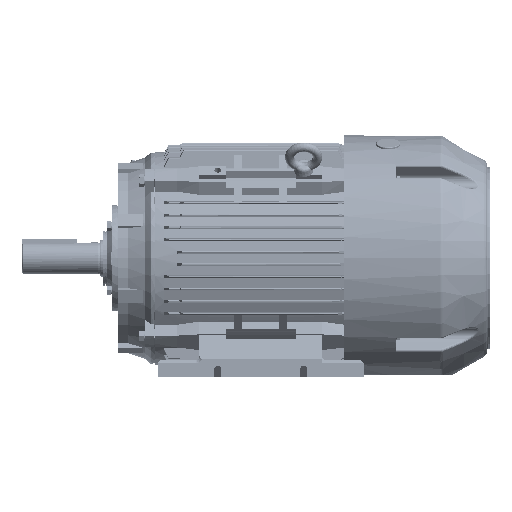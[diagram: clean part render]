
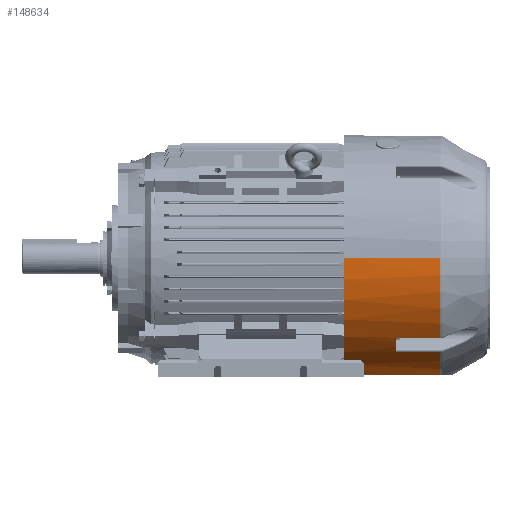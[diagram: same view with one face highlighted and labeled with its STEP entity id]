
A CAD part, front view. The second image highlights one B-rep face of the part: STEP entity #148634.
In plain terms, the highlighted cylindrical face has radius 184.5 mm (diameter 369 mm), a partial arc.
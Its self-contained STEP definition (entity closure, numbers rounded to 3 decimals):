
#84265 = CARTESIAN_POINT ( 'NONE',  ( 143.905, -140.797, 119.233 ) ) ;
#84581 = DIRECTION ( 'NONE',  ( -1., 0., 0. ) ) ;
#84583 = VECTOR ( 'NONE', #84581, 1000. ) ;
#84585 = CARTESIAN_POINT ( 'NONE',  ( 0., -140.797, 119.233 ) ) ;
#84587 = LINE ( 'NONE', #84585, #84583 ) ;
#84590 = CARTESIAN_POINT ( 'NONE',  ( 78., -140.797, 119.233 ) ) ;
#101024 = CARTESIAN_POINT ( 'NONE',  ( 143.905, 0., 184.5 ) ) ;
#101026 = DIRECTION ( 'NONE',  ( -1., 0., 0. ) ) ;
#101028 = VECTOR ( 'NONE', #101026, 1000. ) ;
#101030 = CARTESIAN_POINT ( 'NONE',  ( 0., 0., 184.5 ) ) ;
#101031 = LINE ( 'NONE', #101030, #101028 ) ;
#101047 = DIRECTION ( 'NONE',  ( 0., 0., 1. ) ) ;
#101049 = DIRECTION ( 'NONE',  ( -1., 0., 0. ) ) ;
#101051 = CARTESIAN_POINT ( 'NONE',  ( 0., 0., 0. ) ) ;
#101052 = AXIS2_PLACEMENT_3D ( 'NONE', #101051, #101049, #101047 ) ;
#101060 = CYLINDRICAL_SURFACE ( 'NONE', #101052, 184.5 ) ;
#101066 = FACE_OUTER_BOUND ( 'NONE', #148636, .T. ) ;
#101255 = AXIS2_PLACEMENT_3D ( 'NONE', #101847, #101987, #101986 ) ;
#101257 = CIRCLE ( 'NONE', #101255, 184.5 ) ;
#101400 = CARTESIAN_POINT ( 'NONE',  ( 0., 0., 184.5 ) ) ;
#101698 = CIRCLE ( 'NONE', #101842, 184.5 ) ;
#101703 = DIRECTION ( 'NONE',  ( 0., 0., 1. ) ) ;
#101704 = DIRECTION ( 'NONE',  ( -1., 0., 0. ) ) ;
#101706 = CARTESIAN_POINT ( 'NONE',  ( 143.905, 0., 0. ) ) ;
#101707 = AXIS2_PLACEMENT_3D ( 'NONE', #101706, #101704, #101703 ) ;
#101709 = CIRCLE ( 'NONE', #101707, 184.5 ) ;
#101730 = CARTESIAN_POINT ( 'NONE',  ( 143.905, -175., 58.44 ) ) ;
#101799 = DIRECTION ( 'NONE',  ( 1., 0., 0. ) ) ;
#101800 = VECTOR ( 'NONE', #101799, 1000. ) ;
#101820 = CARTESIAN_POINT ( 'NONE',  ( 0., -119.233, 140.797 ) ) ;
#101832 = LINE ( 'NONE', #101820, #101800 ) ;
#101834 = CARTESIAN_POINT ( 'NONE',  ( 78., -119.233, 140.797 ) ) ;
#101837 = DIRECTION ( 'NONE',  ( 0., 0., 1. ) ) ;
#101839 = DIRECTION ( 'NONE',  ( -1., 0., 0. ) ) ;
#101840 = CARTESIAN_POINT ( 'NONE',  ( 78., 0., 0. ) ) ;
#101842 = AXIS2_PLACEMENT_3D ( 'NONE', #101840, #101839, #101837 ) ;
#101847 = CARTESIAN_POINT ( 'NONE',  ( 0., 0., 0. ) ) ;
#101862 = CARTESIAN_POINT ( 'NONE',  ( 143.905, -119.233, 140.797 ) ) ;
#101866 = DIRECTION ( 'NONE',  ( 0., 0., 1. ) ) ;
#101868 = DIRECTION ( 'NONE',  ( -1., 0., 0. ) ) ;
#101870 = CARTESIAN_POINT ( 'NONE',  ( 143.905, 0., 0. ) ) ;
#101872 = AXIS2_PLACEMENT_3D ( 'NONE', #101870, #101868, #101866 ) ;
#101873 = CIRCLE ( 'NONE', #101872, 184.5 ) ;
#101921 = CARTESIAN_POINT ( 'NONE',  ( 0.48, -174.026, 61.279 ) ) ;
#101922 = CARTESIAN_POINT ( 'NONE',  ( 0.24, -173.815, 61.877 ) ) ;
#101924 = CARTESIAN_POINT ( 'NONE',  ( 0.15, -173.705, 62.185 ) ) ;
#101925 = CARTESIAN_POINT ( 'NONE',  ( 0.03, -173.481, 62.806 ) ) ;
#101927 = CARTESIAN_POINT ( 'NONE',  ( 0., -173.367, 63.121 ) ) ;
#101929 = CARTESIAN_POINT ( 'NONE',  ( 0., -173.25, 63.44 ) ) ;
#101953 = B_SPLINE_CURVE_WITH_KNOTS ( 'NONE', 3,
 ( #101929, #101927, #101925, #101924, #101922, #101921, #102053, #102051, #102050, #102048, #102046, #102044, #102043, #102041, #102040, #102038, #102036, #102034, #102032, #102030 ),
 .UNSPECIFIED., .F., .F.,
 ( 4, 2, 2, 2, 2, 2, 2, 2, 2, 4 ),
 ( 0., 0.001, 0.002, 0.003, 0.004, 0.004, 0.005, 0.006, 0.007, 0.008 ),
 .UNSPECIFIED. ) ;
#101955 = CARTESIAN_POINT ( 'NONE',  ( 5., -175., 58.44 ) ) ;
#101977 = CARTESIAN_POINT ( 'NONE',  ( 0., -173.25, 63.44 ) ) ;
#101986 = DIRECTION ( 'NONE',  ( 0., 0., 1. ) ) ;
#101987 = DIRECTION ( 'NONE',  ( -1., 0., 0. ) ) ;
#102008 = DIRECTION ( 'NONE',  ( -1., 0., 0. ) ) ;
#102010 = VECTOR ( 'NONE', #102008, 1000. ) ;
#102011 = CARTESIAN_POINT ( 'NONE',  ( 219., -175., 58.44 ) ) ;
#102012 = LINE ( 'NONE', #102011, #102010 ) ;
#102019 = CARTESIAN_POINT ( 'NONE',  ( 65., -175., 58.44 ) ) ;
#102030 = CARTESIAN_POINT ( 'NONE',  ( 5., -175., 58.44 ) ) ;
#102032 = CARTESIAN_POINT ( 'NONE',  ( 4.659, -175., 58.44 ) ) ;
#102034 = CARTESIAN_POINT ( 'NONE',  ( 4.319, -174.988, 58.475 ) ) ;
#102036 = CARTESIAN_POINT ( 'NONE',  ( 3.658, -174.943, 58.612 ) ) ;
#102038 = CARTESIAN_POINT ( 'NONE',  ( 3.339, -174.909, 58.712 ) ) ;
#102040 = CARTESIAN_POINT ( 'NONE',  ( 2.727, -174.821, 58.974 ) ) ;
#102041 = CARTESIAN_POINT ( 'NONE',  ( 2.43, -174.765, 59.139 ) ) ;
#102043 = CARTESIAN_POINT ( 'NONE',  ( 1.887, -174.638, 59.514 ) ) ;
#102044 = CARTESIAN_POINT ( 'NONE',  ( 1.637, -174.566, 59.725 ) ) ;
#102046 = CARTESIAN_POINT ( 'NONE',  ( 1.295, -174.444, 60.078 ) ) ;
#102048 = CARTESIAN_POINT ( 'NONE',  ( 1.186, -174.402, 60.203 ) ) ;
#102050 = CARTESIAN_POINT ( 'NONE',  ( 0.983, -174.313, 60.458 ) ) ;
#102051 = CARTESIAN_POINT ( 'NONE',  ( 0.889, -174.268, 60.59 ) ) ;
#102053 = CARTESIAN_POINT ( 'NONE',  ( 0.627, -174.126, 60.995 ) ) ;
#102057 = DIRECTION ( 'NONE',  ( -1., 0., 0. ) ) ;
#102058 = VECTOR ( 'NONE', #102057, 1000. ) ;
#102060 = CARTESIAN_POINT ( 'NONE',  ( 75., -175., 58.44 ) ) ;
#102061 = LINE ( 'NONE', #102060, #102058 ) ;
#145757 = VERTEX_POINT ( 'NONE', #84265 ) ;
#145862 = VERTEX_POINT ( 'NONE', #84590 ) ;
#145865 = EDGE_CURVE ( 'NONE', #145757, #145862, #84587, .T. ) ;
#148634 = ADVANCED_FACE ( 'NONE', ( #101066 ), #101060, .T. ) ;
#148636 = EDGE_LOOP ( 'NONE', ( #148637, #148758, #148759, #148764, #148770, #148776, #148726, #148730, #148731, #148739 ) ) ;
#148637 = ORIENTED_EDGE ( 'NONE', *, *, #148753, .T. ) ;
#148640 = EDGE_CURVE ( 'NONE', #148642, #148699, #101031, .T. ) ;
#148642 = VERTEX_POINT ( 'NONE', #101024 ) ;
#148699 = VERTEX_POINT ( 'NONE', #101400 ) ;
#148725 = VERTEX_POINT ( 'NONE', #101730 ) ;
#148726 = ORIENTED_EDGE ( 'NONE', *, *, #148728, .T. ) ;
#148728 = EDGE_CURVE ( 'NONE', #148725, #145757, #101709, .T. ) ;
#148730 = ORIENTED_EDGE ( 'NONE', *, *, #145865, .T. ) ;
#148731 = ORIENTED_EDGE ( 'NONE', *, *, #148735, .T. ) ;
#148735 = EDGE_CURVE ( 'NONE', #145862, #148738, #101698, .T. ) ;
#148738 = VERTEX_POINT ( 'NONE', #101834 ) ;
#148739 = ORIENTED_EDGE ( 'NONE', *, *, #148740, .T. ) ;
#148740 = EDGE_CURVE ( 'NONE', #148738, #148756, #101832, .T. ) ;
#148753 = EDGE_CURVE ( 'NONE', #148756, #148642, #101873, .T. ) ;
#148756 = VERTEX_POINT ( 'NONE', #101862 ) ;
#148758 = ORIENTED_EDGE ( 'NONE', *, *, #148640, .T. ) ;
#148759 = ORIENTED_EDGE ( 'NONE', *, *, #148761, .F. ) ;
#148761 = EDGE_CURVE ( 'NONE', #148763, #148699, #101257, .T. ) ;
#148763 = VERTEX_POINT ( 'NONE', #101977 ) ;
#148764 = ORIENTED_EDGE ( 'NONE', *, *, #148766, .T. ) ;
#148766 = EDGE_CURVE ( 'NONE', #148763, #148768, #101953, .T. ) ;
#148768 = VERTEX_POINT ( 'NONE', #101955 ) ;
#148770 = ORIENTED_EDGE ( 'NONE', *, *, #148772, .F. ) ;
#148772 = EDGE_CURVE ( 'NONE', #148775, #148768, #102061, .T. ) ;
#148775 = VERTEX_POINT ( 'NONE', #102019 ) ;
#148776 = ORIENTED_EDGE ( 'NONE', *, *, #148778, .F. ) ;
#148778 = EDGE_CURVE ( 'NONE', #148725, #148775, #102012, .T. ) ;
